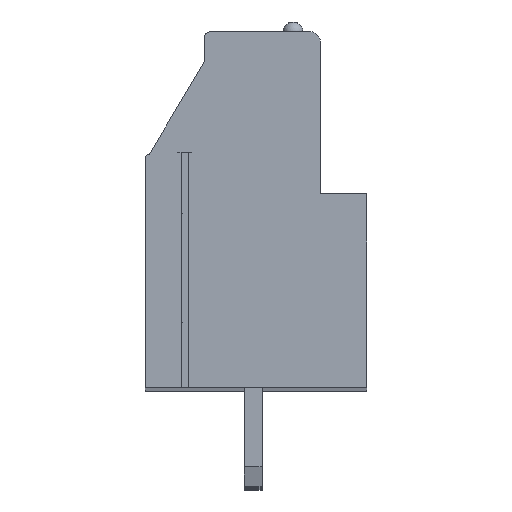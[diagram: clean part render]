
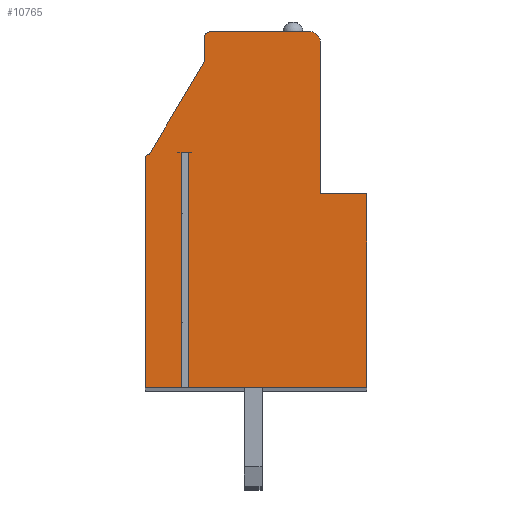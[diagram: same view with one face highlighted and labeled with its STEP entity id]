
A CAD part, top view. The second image highlights one B-rep face of the part: STEP entity #10765.
In plain terms, the highlighted planar face has unit normal (0, 0, 1).
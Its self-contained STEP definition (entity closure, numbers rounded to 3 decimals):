
#30=DIRECTION('',(-1.,0.,0.));
#31=VECTOR('',#30,0.38);
#32=CARTESIAN_POINT('',(-3.27,4.204,104.14));
#33=LINE('',#32,#31);
#34=DIRECTION('',(0.,1.,0.));
#35=VECTOR('',#34,11.9);
#36=CARTESIAN_POINT('',(-3.65,-7.696,104.14));
#37=LINE('',#36,#35);
#38=DIRECTION('',(1.,0.,0.));
#39=VECTOR('',#38,1.81);
#40=CARTESIAN_POINT('',(-5.46,-7.696,104.14));
#41=LINE('',#40,#39);
#42=DIRECTION('',(0.,-1.,0.));
#43=VECTOR('',#42,11.6);
#44=CARTESIAN_POINT('',(-5.46,3.904,104.14));
#45=LINE('',#44,#43);
#46=CARTESIAN_POINT('',(-5.26,3.904,104.14));
#47=DIRECTION('',(0.,0.,1.));
#48=DIRECTION('',(0.,1.,0.));
#49=AXIS2_PLACEMENT_3D('',#46,#47,#48);
#51=DIRECTION('',(-0.512,-0.859,0.));
#52=VECTOR('',#51,5.471);
#53=CARTESIAN_POINT('',(-2.46,8.804,104.14));
#54=LINE('',#53,#52);
#55=DIRECTION('',(0.,-1.,0.));
#56=VECTOR('',#55,1.2);
#57=CARTESIAN_POINT('',(-2.46,10.004,104.14));
#58=LINE('',#57,#56);
#59=CARTESIAN_POINT('',(-2.16,10.004,104.14));
#60=DIRECTION('',(0.,0.,1.));
#61=DIRECTION('',(0.,1.,0.));
#62=AXIS2_PLACEMENT_3D('',#59,#60,#61);
#64=DIRECTION('',(-1.,0.,0.));
#65=VECTOR('',#64,5.05);
#66=CARTESIAN_POINT('',(2.89,10.304,104.14));
#67=LINE('',#66,#65);
#68=CARTESIAN_POINT('',(2.89,9.804,104.14));
#69=DIRECTION('',(0.,0.,1.));
#70=DIRECTION('',(1.,0.,0.));
#71=AXIS2_PLACEMENT_3D('',#68,#69,#70);
#73=DIRECTION('',(0.,1.,0.));
#74=VECTOR('',#73,7.7);
#75=CARTESIAN_POINT('',(3.39,2.104,104.14));
#76=LINE('',#75,#74);
#77=DIRECTION('',(-1.,0.,0.));
#78=VECTOR('',#77,2.35);
#79=CARTESIAN_POINT('',(5.74,2.104,104.14));
#80=LINE('',#79,#78);
#81=DIRECTION('',(0.,1.,0.));
#82=VECTOR('',#81,9.8);
#83=CARTESIAN_POINT('',(5.74,-7.696,104.14));
#84=LINE('',#83,#82);
#85=DIRECTION('',(1.,0.,0.));
#86=VECTOR('',#85,9.01);
#87=CARTESIAN_POINT('',(-3.27,-7.696,104.14));
#88=LINE('',#87,#86);
#89=DIRECTION('',(0.,1.,0.));
#90=VECTOR('',#89,11.9);
#91=CARTESIAN_POINT('',(-3.27,-7.696,104.14));
#92=LINE('',#91,#90);
#8278=CARTESIAN_POINT('',(5.74,-7.696,104.14));
#8279=CARTESIAN_POINT('',(5.74,2.104,104.14));
#8280=VERTEX_POINT('',#8278);
#8281=VERTEX_POINT('',#8279);
#8282=CARTESIAN_POINT('',(3.39,2.104,104.14));
#8283=VERTEX_POINT('',#8282);
#8284=CARTESIAN_POINT('',(3.39,9.804,104.14));
#8285=VERTEX_POINT('',#8284);
#8286=CARTESIAN_POINT('',(2.89,10.304,104.14));
#8287=VERTEX_POINT('',#8286);
#8288=CARTESIAN_POINT('',(-2.16,10.304,104.14));
#8289=VERTEX_POINT('',#8288);
#8290=CARTESIAN_POINT('',(-2.46,10.004,104.14));
#8291=VERTEX_POINT('',#8290);
#8292=CARTESIAN_POINT('',(-2.46,8.804,104.14));
#8293=VERTEX_POINT('',#8292);
#8294=CARTESIAN_POINT('',(-5.26,4.104,104.14));
#8295=VERTEX_POINT('',#8294);
#8296=CARTESIAN_POINT('',(-5.46,3.904,104.14));
#8297=VERTEX_POINT('',#8296);
#8298=CARTESIAN_POINT('',(-5.46,-7.696,104.14));
#8299=VERTEX_POINT('',#8298);
#8380=CARTESIAN_POINT('',(-3.27,4.204,104.14));
#8381=CARTESIAN_POINT('',(-3.65,4.204,104.14));
#8382=VERTEX_POINT('',#8380);
#8383=VERTEX_POINT('',#8381);
#8384=CARTESIAN_POINT('',(-3.27,-7.696,104.14));
#8385=VERTEX_POINT('',#8384);
#8386=CARTESIAN_POINT('',(-3.65,-7.696,104.14));
#8387=VERTEX_POINT('',#8386);
#10728=CARTESIAN_POINT('',(0.,0.,104.14));
#10729=DIRECTION('',(0.,0.,1.));
#10730=DIRECTION('',(1.,0.,0.));
#10731=AXIS2_PLACEMENT_3D('',#10728,#10729,#10730);
#10732=PLANE('',#10731);
#10734=ORIENTED_EDGE('',*,*,#10733,.T.);
#10736=ORIENTED_EDGE('',*,*,#10735,.F.);
#10738=ORIENTED_EDGE('',*,*,#10737,.F.);
#10740=ORIENTED_EDGE('',*,*,#10739,.F.);
#10742=ORIENTED_EDGE('',*,*,#10741,.F.);
#10744=ORIENTED_EDGE('',*,*,#10743,.F.);
#10746=ORIENTED_EDGE('',*,*,#10745,.F.);
#10748=ORIENTED_EDGE('',*,*,#10747,.F.);
#10750=ORIENTED_EDGE('',*,*,#10749,.F.);
#10752=ORIENTED_EDGE('',*,*,#10751,.F.);
#10754=ORIENTED_EDGE('',*,*,#10753,.F.);
#10756=ORIENTED_EDGE('',*,*,#10755,.F.);
#10758=ORIENTED_EDGE('',*,*,#10757,.F.);
#10760=ORIENTED_EDGE('',*,*,#10759,.F.);
#10762=ORIENTED_EDGE('',*,*,#10761,.T.);
#10763=EDGE_LOOP('',(#10734,#10736,#10738,#10740,#10742,#10744,#10746,#10748,
#10750,#10752,#10754,#10756,#10758,#10760,#10762));
#10764=FACE_OUTER_BOUND('',#10763,.F.);
#50=CIRCLE('',#49,0.2);
#63=CIRCLE('',#62,0.3);
#72=CIRCLE('',#71,0.5);
#10733=EDGE_CURVE('',#8382,#8383,#33,.T.);
#10735=EDGE_CURVE('',#8387,#8383,#37,.T.);
#10737=EDGE_CURVE('',#8299,#8387,#41,.T.);
#10739=EDGE_CURVE('',#8297,#8299,#45,.T.);
#10741=EDGE_CURVE('',#8295,#8297,#50,.T.);
#10743=EDGE_CURVE('',#8293,#8295,#54,.T.);
#10745=EDGE_CURVE('',#8291,#8293,#58,.T.);
#10747=EDGE_CURVE('',#8289,#8291,#63,.T.);
#10749=EDGE_CURVE('',#8287,#8289,#67,.T.);
#10751=EDGE_CURVE('',#8285,#8287,#72,.T.);
#10753=EDGE_CURVE('',#8283,#8285,#76,.T.);
#10755=EDGE_CURVE('',#8281,#8283,#80,.T.);
#10757=EDGE_CURVE('',#8280,#8281,#84,.T.);
#10759=EDGE_CURVE('',#8385,#8280,#88,.T.);
#10761=EDGE_CURVE('',#8385,#8382,#92,.T.);
#10765=ADVANCED_FACE('',(#10764),#10732,.T.);
